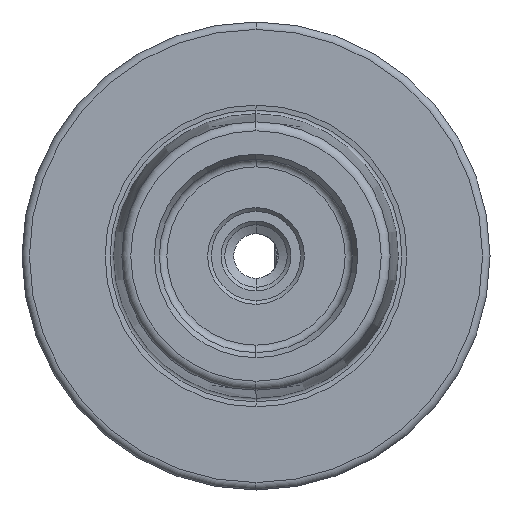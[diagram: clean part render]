
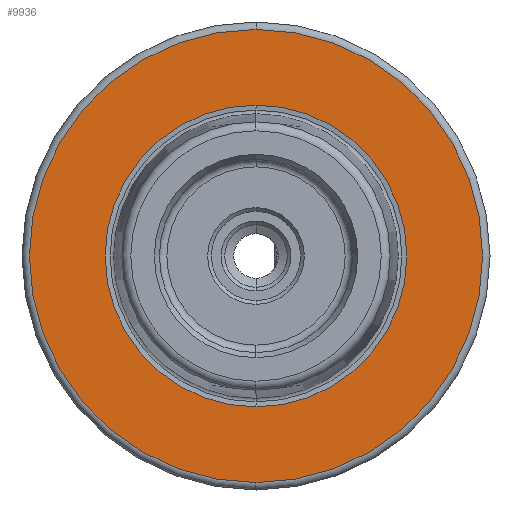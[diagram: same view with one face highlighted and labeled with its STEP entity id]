
A CAD part, left-side view. The second image highlights one B-rep face of the part: STEP entity #9936.
In plain terms, the highlighted planar face has unit normal (-1, 0, 0).
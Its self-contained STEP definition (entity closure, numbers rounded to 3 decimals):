
#3835 = AXIS2_PLACEMENT_3D ( 'NONE', #8533, #8527, #8509 ) ;
#3852 = AXIS2_PLACEMENT_3D ( 'NONE', #8755, #8756, #8713 ) ;
#3916 = AXIS2_PLACEMENT_3D ( 'NONE', #8196, #8232, #8227 ) ;
#3941 = AXIS2_PLACEMENT_3D ( 'NONE', #9180, #9181, #9198 ) ;
#8196 = CARTESIAN_POINT ( 'NONE',  ( 0., 0., 0. ) ) ;
#8227 = DIRECTION ( 'NONE',  ( 0., 0., 1. ) ) ;
#8232 = DIRECTION ( 'NONE',  ( -1., 0., 0. ) ) ;
#8509 = DIRECTION ( 'NONE',  ( 0., 0., -1. ) ) ;
#8527 = DIRECTION ( 'NONE',  ( 1., 0., 0. ) ) ;
#8533 = CARTESIAN_POINT ( 'NONE',  ( 0., 0., 0. ) ) ;
#8713 = DIRECTION ( 'NONE',  ( 0., 0., 1. ) ) ;
#8755 = CARTESIAN_POINT ( 'NONE',  ( 0., 0., 0. ) ) ;
#8756 = DIRECTION ( 'NONE',  ( -1., 0., 0. ) ) ;
#8826 = CIRCLE ( 'NONE', #3852, 30.5 ) ;
#8948 = CIRCLE ( 'NONE', #3916, 30.5 ) ;
#8986 = CIRCLE ( 'NONE', #3941, 20.308 ) ;
#9180 = CARTESIAN_POINT ( 'NONE',  ( 0., 0., 0. ) ) ;
#9181 = DIRECTION ( 'NONE',  ( 1., 0., 0. ) ) ;
#9198 = DIRECTION ( 'NONE',  ( 0., 0., -1. ) ) ;
#9332 = CARTESIAN_POINT ( 'NONE',  ( 0., 0., 30.5 ) ) ;
#9385 = CARTESIAN_POINT ( 'NONE',  ( 0., 0., -20.308 ) ) ;
#9388 = CARTESIAN_POINT ( 'NONE',  ( 0., 0., -30.5 ) ) ;
#9391 = CARTESIAN_POINT ( 'NONE',  ( 0., 0., 20.308 ) ) ;
#9826 = EDGE_LOOP ( 'NONE', ( #11974, #11924 ) ) ;
#9831 = EDGE_LOOP ( 'NONE', ( #11893, #11972 ) ) ;
#9936 = ADVANCED_FACE ( 'NONE', ( #10128, #10129 ), #12170, .T. ) ;
#10128 = FACE_OUTER_BOUND ( 'NONE', #9831, .T. ) ;
#10129 = FACE_BOUND ( 'NONE', #9826, .T. ) ;
#10458 = CIRCLE ( 'NONE', #3835, 20.308 ) ;
#11139 = EDGE_CURVE ( 'NONE', #11822, #11796, #10458, .T. ) ;
#11154 = EDGE_CURVE ( 'NONE', #11844, #11773, #8826, .T. ) ;
#11269 = EDGE_CURVE ( 'NONE', #11773, #11844, #8948, .T. ) ;
#11322 = EDGE_CURVE ( 'NONE', #11796, #11822, #8986, .T. ) ;
#11362 = AXIS2_PLACEMENT_3D ( 'NONE', #12171, #12175, #12158 ) ;
#11773 = VERTEX_POINT ( 'NONE', #9332 ) ;
#11796 = VERTEX_POINT ( 'NONE', #9391 ) ;
#11822 = VERTEX_POINT ( 'NONE', #9385 ) ;
#11844 = VERTEX_POINT ( 'NONE', #9388 ) ;
#11893 = ORIENTED_EDGE ( 'NONE', *, *, #11269, .T. ) ;
#11924 = ORIENTED_EDGE ( 'NONE', *, *, #11139, .T. ) ;
#11972 = ORIENTED_EDGE ( 'NONE', *, *, #11154, .T. ) ;
#11974 = ORIENTED_EDGE ( 'NONE', *, *, #11322, .T. ) ;
#12158 = DIRECTION ( 'NONE',  ( 0., 0., 1. ) ) ;
#12170 = PLANE ( 'NONE',  #11362 ) ;
#12171 = CARTESIAN_POINT ( 'NONE',  ( 0., 20.308, 0. ) ) ;
#12175 = DIRECTION ( 'NONE',  ( -1., 0., 0. ) ) ;
